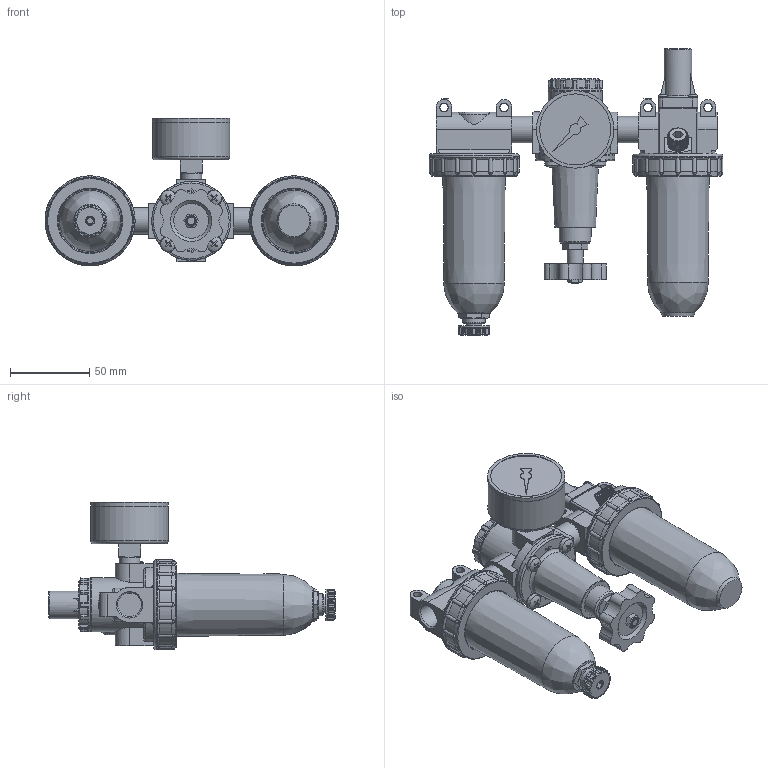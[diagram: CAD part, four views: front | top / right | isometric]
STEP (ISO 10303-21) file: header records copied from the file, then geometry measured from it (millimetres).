
FILE_DESCRIPTION( ( 'STEP AP203' ), ' ' );
FILE_NAME( '9.3012.00.035.0V.stp', '2017-04-18T09:12:52', ( '' ), ( '' ), ' ', 'PARTsolutions', ' ' );
FILE_SCHEMA( ( 'CONFIG_CONTROL_DESIGN' ) );
Length unit declared in the file: millimetre
Products named in the file (8): 9.3012.00.035.0V; _640.126 K-HA-1; _640.126 K-HA0-3; _637.20 A(01)-1; _637.20 A-2; _748 K-1; _748 K-2; _252.03
Assembly tree (8 placements, depth 2):
  9.3012.00.035.0V
    _640.126 K-HA-1
    _640.126 K-HA0-3
    _637.20 A(01)-1
    _637.20 A-2
    _748 K-1
    _748 K-2
    _252.03  x2
Bounding box: 186 x 181 x 93.5 mm (x, y, z)
Volume: 503544.4 mm3; surface area: 92421.6 mm2
Topology: 8 solids, 8 shells, 1057 faces, 2805 edges, 1815 vertices
Faces by surface type: plane 486, cylinder 308, cone 172, torus 49, sphere 40, bspline 2
Full cylindrical faces by diameter (mm): 2.5 x1, 4 x1, 4.134 x4, 5.1 x1, 5.3 x4, 6 x1, 9 x1, 9.2 x1, 9.728 x1, 10 x3, 11.445 x1, 13.157 x1, 14 x2, 14.95 x6, 16.662 x4, 17.5 x1, 20 x2, 34 x2, 45 x1, 48.96 x1, 49 x2, 50 x3, 57 x2
Entity records: 35194 total; most frequent: CARTESIAN_POINT 9974, ORIENTED_EDGE 5262, DIRECTION 5035, EDGE_CURVE 2631, AXIS2_PLACEMENT_3D 1961, VERTEX_POINT 1764, EDGE_LOOP 1235, FACE_OUTER_BOUND 1121
